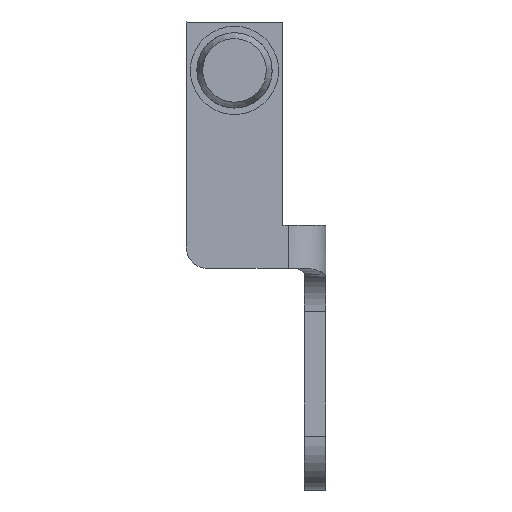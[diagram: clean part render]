
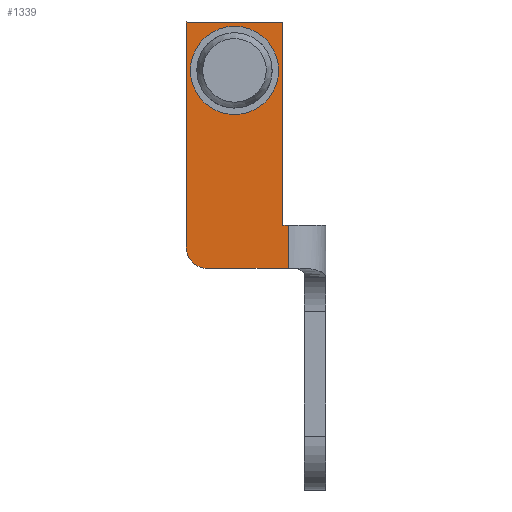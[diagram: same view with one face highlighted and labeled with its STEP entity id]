
A CAD part, left-side view. The second image highlights one B-rep face of the part: STEP entity #1339.
In plain terms, the highlighted planar face has unit normal (-1, 0, 0).
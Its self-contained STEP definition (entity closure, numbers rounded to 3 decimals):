
#1339=ADVANCED_FACE('',(#1684,#1685),#1486,.T.);
#1486=PLANE('',#4608);
#1684=FACE_BOUND('',#1849,.T.);
#1685=FACE_BOUND('',#1850,.T.);
#1849=EDGE_LOOP('',(#2354));
#1850=EDGE_LOOP('',(#2355,#2356,#2357,#2358,#2359,#2360,#2361));
#2102=CIRCLE('',#4601,2.);
#2104=CIRCLE('',#4607,4.1);
#2354=ORIENTED_EDGE('',*,*,#3446,.F.);
#2355=ORIENTED_EDGE('',*,*,#3445,.T.);
#2356=ORIENTED_EDGE('',*,*,#3440,.T.);
#2357=ORIENTED_EDGE('',*,*,#3437,.T.);
#2358=ORIENTED_EDGE('',*,*,#3433,.T.);
#2359=ORIENTED_EDGE('',*,*,#3447,.F.);
#2360=ORIENTED_EDGE('',*,*,#3432,.T.);
#2361=ORIENTED_EDGE('',*,*,#3448,.F.);
#3123=VERTEX_POINT('',#6065);
#3124=VERTEX_POINT('',#6074);
#3125=VERTEX_POINT('',#6083);
#3126=VERTEX_POINT('',#6084);
#3129=VERTEX_POINT('',#6092);
#3131=VERTEX_POINT('',#6098);
#3134=VERTEX_POINT('',#6105);
#3135=VERTEX_POINT('',#6110);
#3432=EDGE_CURVE('',#3123,#3124,#3779,.T.);
#3433=EDGE_CURVE('',#3125,#3126,#2102,.T.);
#3437=EDGE_CURVE('',#3129,#3125,#3782,.T.);
#3440=EDGE_CURVE('',#3131,#3129,#3785,.T.);
#3445=EDGE_CURVE('',#3134,#3131,#3790,.T.);
#3446=EDGE_CURVE('',#3135,#3135,#2104,.T.);
#3447=EDGE_CURVE('',#3123,#3126,#3791,.T.);
#3448=EDGE_CURVE('',#3134,#3124,#3792,.T.);
#3779=LINE('',#6075,#4083);
#3782=LINE('',#6091,#4086);
#3785=LINE('',#6097,#4089);
#3790=LINE('',#6107,#4094);
#3791=LINE('',#6111,#4095);
#3792=LINE('',#6112,#4096);
#4083=VECTOR('',#5065,1.);
#4086=VECTOR('',#5074,1.);
#4089=VECTOR('',#5079,1.);
#4094=VECTOR('',#5086,1.);
#4095=VECTOR('',#5091,1.);
#4096=VECTOR('',#5092,1.);
#4601=AXIS2_PLACEMENT_3D('',#6082,#5066,#5067);
#4607=AXIS2_PLACEMENT_3D('',#6109,#5089,#5090);
#4608=AXIS2_PLACEMENT_3D('',#6113,#5093,#5094);
#5065=DIRECTION('',(0.,0.,1.));
#5066=DIRECTION('',(-1.,0.,0.));
#5067=DIRECTION('',(0.,1.,0.));
#5074=DIRECTION('',(0.,0.,-1.));
#5079=DIRECTION('',(0.,1.,0.));
#5086=DIRECTION('',(0.,0.,1.));
#5089=DIRECTION('',(-1.,0.,0.));
#5090=DIRECTION('',(0.,1.,0.));
#5091=DIRECTION('',(0.,1.,0.));
#5092=DIRECTION('',(0.,-1.,0.));
#5093=DIRECTION('',(-1.,0.,0.));
#5094=DIRECTION('',(0.,0.,1.));
#6065=CARTESIAN_POINT('',(-48.5,-5.,-18.4));
#6074=CARTESIAN_POINT('',(-48.5,-5.,-14.4));
#6075=CARTESIAN_POINT('',(-48.5,-5.,-18.4));
#6082=CARTESIAN_POINT('',(-48.5,2.5,-16.4));
#6083=CARTESIAN_POINT('',(-48.5,4.5,-16.4));
#6084=CARTESIAN_POINT('',(-48.5,2.5,-18.4));
#6091=CARTESIAN_POINT('',(-48.5,4.5,4.5));
#6092=CARTESIAN_POINT('',(-48.5,4.5,4.5));
#6097=CARTESIAN_POINT('',(-48.5,-4.5,4.5));
#6098=CARTESIAN_POINT('',(-48.5,-4.5,4.5));
#6105=CARTESIAN_POINT('',(-48.5,-4.5,-14.4));
#6107=CARTESIAN_POINT('',(-48.5,-4.5,-14.4));
#6109=CARTESIAN_POINT('',(-48.5,0.,0.));
#6110=CARTESIAN_POINT('',(-48.5,4.1,0.));
#6111=CARTESIAN_POINT('',(-48.5,-5.,-18.4));
#6112=CARTESIAN_POINT('',(-48.5,-4.5,-14.4));
#6113=CARTESIAN_POINT('',(-48.5,-5.1,-19.073));
